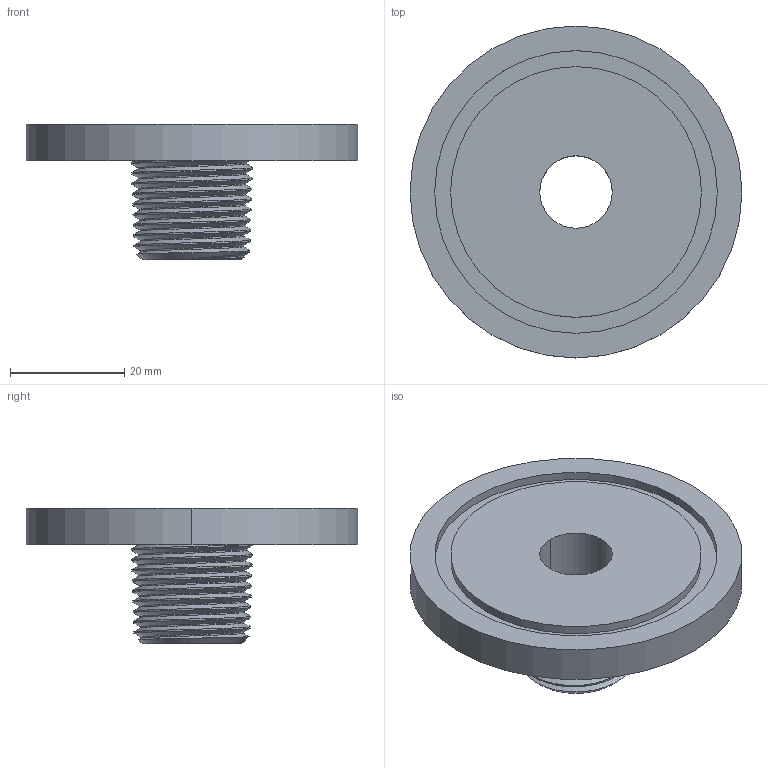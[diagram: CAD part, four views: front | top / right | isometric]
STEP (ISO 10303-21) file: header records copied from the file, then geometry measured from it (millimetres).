
FILE_DESCRIPTION (( 'STEP AP203' ), '1' );
FILE_NAME ('Funnel NPT Adapter.STEP', '2024-04-16T18:34:18', ( '' ), ( '' ), 'SwSTEP 2.0', 'SolidWorks 2022', '' );
FILE_SCHEMA (( 'CONFIG_CONTROL_DESIGN' ));
Length unit declared in the file: inch
Products named in the file (1): Funnel NPT Adapter
Bounding box: 58.17 x 58.17 x 23.72 mm (x, y, z)
Volume: 18037.2 mm3; surface area: 9740.6 mm2
Topology: 1 solids, 1 shells, 56 faces, 135 edges, 90 vertices
Faces by surface type: cone 22, cylinder 20, plane 11, bspline 3
Entity records: 7266 total; most frequent: CARTESIAN_POINT 5928, ORIENTED_EDGE 270, DIRECTION 239, EDGE_CURVE 135, AXIS2_PLACEMENT_3D 99, VERTEX_POINT 90, EDGE_LOOP 67, FACE_OUTER_BOUND 56
